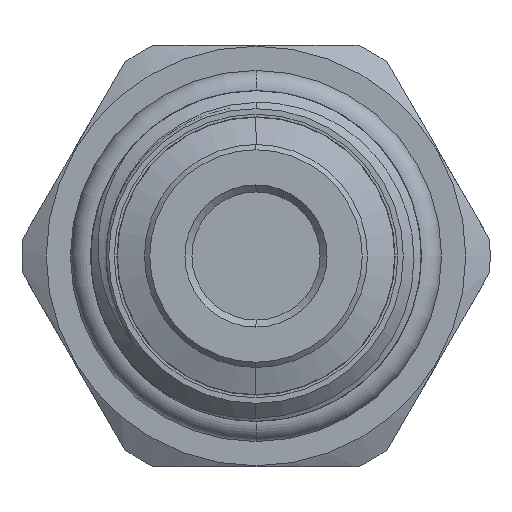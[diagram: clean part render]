
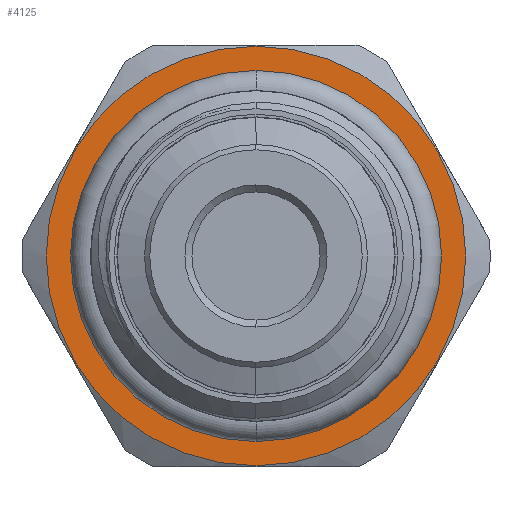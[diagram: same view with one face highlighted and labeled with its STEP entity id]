
A CAD part, left-side view. The second image highlights one B-rep face of the part: STEP entity #4125.
In plain terms, the highlighted planar face has unit normal (-1, 0, 0).
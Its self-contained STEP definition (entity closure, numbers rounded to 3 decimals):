
#178 = VERTEX_POINT ( 'NONE', #2526 ) ;
#595 = VERTEX_POINT ( 'NONE', #3282 ) ;
#1560 = AXIS2_PLACEMENT_3D ( 'NONE', #1896, #2682, #7503 ) ;
#1600 = ORIENTED_EDGE ( 'NONE', *, *, #4013, .T. ) ;
#1896 = CARTESIAN_POINT ( 'NONE',  ( -37.669, -11.95, 0. ) ) ;
#2352 = DIRECTION ( 'NONE',  ( -1., 0., 0. ) ) ;
#2400 = CARTESIAN_POINT ( 'NONE',  ( -37.669, 0., 0. ) ) ;
#2526 = CARTESIAN_POINT ( 'NONE',  ( -37.669, 0., 8.895 ) ) ;
#2557 = VERTEX_POINT ( 'NONE', #10333 ) ;
#2682 = DIRECTION ( 'NONE',  ( -1., 0., 0. ) ) ;
#2936 = DIRECTION ( 'NONE',  ( -1., 0., 0. ) ) ;
#3007 = EDGE_LOOP ( 'NONE', ( #9832, #9182 ) ) ;
#3057 = VERTEX_POINT ( 'NONE', #7915 ) ;
#3282 = CARTESIAN_POINT ( 'NONE',  ( -37.669, 0., -8.895 ) ) ;
#3442 = DIRECTION ( 'NONE',  ( 1., 0., 0. ) ) ;
#3601 = EDGE_CURVE ( 'NONE', #178, #595, #5862, .T. ) ;
#4013 = EDGE_CURVE ( 'NONE', #3057, #2557, #10062, .T. ) ;
#4125 = ADVANCED_FACE ( 'NONE', ( #7226, #6125 ), #4355, .T. ) ;
#4355 = PLANE ( 'NONE',  #1560 ) ;
#4683 = EDGE_CURVE ( 'NONE', #2557, #3057, #6589, .T. ) ;
#5240 = AXIS2_PLACEMENT_3D ( 'NONE', #9089, #9122, #9008 ) ;
#5862 = CIRCLE ( 'NONE', #6851, 8.895 ) ;
#6125 = FACE_OUTER_BOUND ( 'NONE', #8287, .T. ) ;
#6227 = DIRECTION ( 'NONE',  ( 0., 0., -1. ) ) ;
#6280 = AXIS2_PLACEMENT_3D ( 'NONE', #10422, #2352, #9600 ) ;
#6589 = CIRCLE ( 'NONE', #9113, 11.95 ) ;
#6851 = AXIS2_PLACEMENT_3D ( 'NONE', #2400, #3442, #8966 ) ;
#7226 = FACE_BOUND ( 'NONE', #3007, .T. ) ;
#7503 = DIRECTION ( 'NONE',  ( 0., 0., -1. ) ) ;
#7776 = CARTESIAN_POINT ( 'NONE',  ( -37.669, 0., 0. ) ) ;
#7915 = CARTESIAN_POINT ( 'NONE',  ( -37.669, 0., 11.95 ) ) ;
#8030 = EDGE_CURVE ( 'NONE', #595, #178, #8443, .T. ) ;
#8287 = EDGE_LOOP ( 'NONE', ( #8937, #1600 ) ) ;
#8443 = CIRCLE ( 'NONE', #5240, 8.895 ) ;
#8937 = ORIENTED_EDGE ( 'NONE', *, *, #4683, .T. ) ;
#8966 = DIRECTION ( 'NONE',  ( 0., 0., -1. ) ) ;
#9008 = DIRECTION ( 'NONE',  ( 0., 0., -1. ) ) ;
#9089 = CARTESIAN_POINT ( 'NONE',  ( -37.669, 0., 0. ) ) ;
#9113 = AXIS2_PLACEMENT_3D ( 'NONE', #7776, #2936, #6227 ) ;
#9122 = DIRECTION ( 'NONE',  ( 1., 0., 0. ) ) ;
#9182 = ORIENTED_EDGE ( 'NONE', *, *, #3601, .T. ) ;
#9600 = DIRECTION ( 'NONE',  ( 0., 0., -1. ) ) ;
#9832 = ORIENTED_EDGE ( 'NONE', *, *, #8030, .T. ) ;
#10062 = CIRCLE ( 'NONE', #6280, 11.95 ) ;
#10333 = CARTESIAN_POINT ( 'NONE',  ( -37.669, 0., -11.95 ) ) ;
#10422 = CARTESIAN_POINT ( 'NONE',  ( -37.669, 0., 0. ) ) ;
